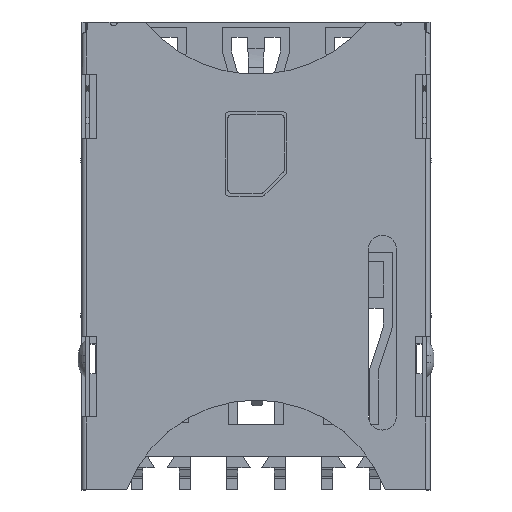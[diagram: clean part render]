
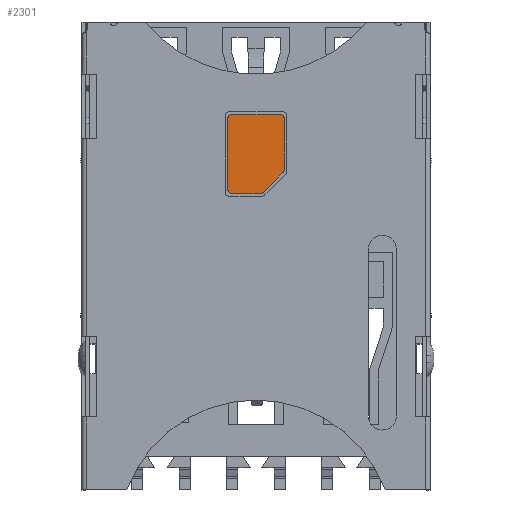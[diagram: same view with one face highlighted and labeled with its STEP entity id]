
A CAD part, top view. The second image highlights one B-rep face of the part: STEP entity #2301.
In plain terms, the highlighted planar face has unit normal (0, 0, 1).
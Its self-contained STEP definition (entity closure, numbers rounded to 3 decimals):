
#2301 = ADVANCED_FACE( '', ( #5025 ), #5026, .F. );
#5025 = FACE_OUTER_BOUND( '', #8219, .T. );
#5026 = PLANE( '', #8220 );
#8219 = EDGE_LOOP( '', ( #15688, #15689, #15690, #15691, #15692, #15693, #15694, #15695, #15696, #15697 ) );
#8220 = AXIS2_PLACEMENT_3D( '', #15698, #15699, #15700 );
#15688 = ORIENTED_EDGE( '', *, *, #20427, .F. );
#15689 = ORIENTED_EDGE( '', *, *, #22679, .T. );
#15690 = ORIENTED_EDGE( '', *, *, #20103, .F. );
#15691 = ORIENTED_EDGE( '', *, *, #22760, .T. );
#15692 = ORIENTED_EDGE( '', *, *, #21378, .F. );
#15693 = ORIENTED_EDGE( '', *, *, #22761, .T. );
#15694 = ORIENTED_EDGE( '', *, *, #21467, .F. );
#15695 = ORIENTED_EDGE( '', *, *, #21695, .T. );
#15696 = ORIENTED_EDGE( '', *, *, #22762, .F. );
#15697 = ORIENTED_EDGE( '', *, *, #22668, .T. );
#15698 = CARTESIAN_POINT( '', ( 0., 0., 0.1 ) );
#15699 = DIRECTION( '', ( 0., 0., -1. ) );
#15700 = DIRECTION( '', ( -1., 0., 0. ) );
#20103 = EDGE_CURVE( '', #24558, #24559, #24560, .T. );
#20427 = EDGE_CURVE( '', #25121, #25123, #25124, .T. );
#21378 = EDGE_CURVE( '', #26711, #26712, #26713, .T. );
#21467 = EDGE_CURVE( '', #26840, #26842, #26843, .T. );
#21695 = EDGE_CURVE( '', #26840, #27191, #27193, .F. );
#22668 = EDGE_CURVE( '', #28551, #25123, #28552, .F. );
#22679 = EDGE_CURVE( '', #25121, #24559, #28563, .F. );
#22760 = EDGE_CURVE( '', #24558, #26712, #28663, .F. );
#22761 = EDGE_CURVE( '', #26711, #26842, #28664, .F. );
#22762 = EDGE_CURVE( '', #28551, #27191, #28665, .T. );
#24558 = VERTEX_POINT( '', #30972 );
#24559 = VERTEX_POINT( '', #30973 );
#24560 = LINE( '', #30974, #30975 );
#25121 = VERTEX_POINT( '', #31764 );
#25123 = VERTEX_POINT( '', #31767 );
#25124 = LINE( '', #31768, #31769 );
#26711 = VERTEX_POINT( '', #34072 );
#26712 = VERTEX_POINT( '', #34073 );
#26713 = LINE( '', #34074, #34075 );
#26840 = VERTEX_POINT( '', #34262 );
#26842 = VERTEX_POINT( '', #34265 );
#26843 = LINE( '', #34266, #34267 );
#27191 = VERTEX_POINT( '', #34808 );
#27193 = CIRCLE( '', #34811, 0.1 );
#28551 = VERTEX_POINT( '', #36885 );
#28552 = CIRCLE( '', #36886, 0.1 );
#28563 = CIRCLE( '', #36902, 0.1 );
#28663 = CIRCLE( '', #37051, 0.1 );
#28664 = CIRCLE( '', #37052, 0.1 );
#28665 = LINE( '', #37053, #37054 );
#30972 = CARTESIAN_POINT( '', ( 0.75, 3.675, 0.1 ) );
#30973 = CARTESIAN_POINT( '', ( 0.75, 2.288, 0.1 ) );
#30974 = CARTESIAN_POINT( '', ( 0.75, 3.775, 0.1 ) );
#30975 = VECTOR( '', #38808, 1000. );
#31764 = CARTESIAN_POINT( '', ( 0.721, 2.217, 0.1 ) );
#31767 = CARTESIAN_POINT( '', ( 0.208, 1.704, 0.1 ) );
#31768 = CARTESIAN_POINT( '', ( 0.75, 2.247, 0.1 ) );
#31769 = VECTOR( '', #39152, 1000. );
#34072 = CARTESIAN_POINT( '', ( -0.65, 3.775, 0.1 ) );
#34073 = CARTESIAN_POINT( '', ( 0.65, 3.775, 0.1 ) );
#34074 = CARTESIAN_POINT( '', ( -0.75, 3.775, 0.1 ) );
#34075 = VECTOR( '', #40121, 1000. );
#34262 = CARTESIAN_POINT( '', ( -0.75, 1.775, 0.1 ) );
#34265 = CARTESIAN_POINT( '', ( -0.75, 3.675, 0.1 ) );
#34266 = CARTESIAN_POINT( '', ( -0.75, 1.675, 0.1 ) );
#34267 = VECTOR( '', #40207, 1000. );
#34808 = CARTESIAN_POINT( '', ( -0.65, 1.675, 0.1 ) );
#34811 = AXIS2_PLACEMENT_3D( '', #40429, #40430, #40431 );
#36885 = CARTESIAN_POINT( '', ( 0.137, 1.675, 0.1 ) );
#36886 = AXIS2_PLACEMENT_3D( '', #41328, #41329, #41330 );
#36902 = AXIS2_PLACEMENT_3D( '', #41339, #41340, #41341 );
#37051 = AXIS2_PLACEMENT_3D( '', #41403, #41404, #41405 );
#37052 = AXIS2_PLACEMENT_3D( '', #41406, #41407, #41408 );
#37053 = CARTESIAN_POINT( '', ( 0.178, 1.675, 0.1 ) );
#37054 = VECTOR( '', #41409, 1000. );
#38808 = DIRECTION( '', ( 0., -1., 0. ) );
#39152 = DIRECTION( '', ( -0.707, -0.707, 0. ) );
#40121 = DIRECTION( '', ( 1., 0., 0. ) );
#40207 = DIRECTION( '', ( 0., 1., 0. ) );
#40429 = CARTESIAN_POINT( '', ( -0.65, 1.775, 0.1 ) );
#40430 = DIRECTION( '', ( 0., 0., -1. ) );
#40431 = DIRECTION( '', ( -1., 0., 0. ) );
#41328 = CARTESIAN_POINT( '', ( 0.137, 1.775, 0.1 ) );
#41329 = DIRECTION( '', ( 0., 0., -1. ) );
#41330 = DIRECTION( '', ( -1., 0., 0. ) );
#41339 = CARTESIAN_POINT( '', ( 0.65, 2.288, 0.1 ) );
#41340 = DIRECTION( '', ( 0., 0., -1. ) );
#41341 = DIRECTION( '', ( -1., 0., 0. ) );
#41403 = CARTESIAN_POINT( '', ( 0.65, 3.675, 0.1 ) );
#41404 = DIRECTION( '', ( 0., 0., -1. ) );
#41405 = DIRECTION( '', ( -1., 0., 0. ) );
#41406 = CARTESIAN_POINT( '', ( -0.65, 3.675, 0.1 ) );
#41407 = DIRECTION( '', ( 0., 0., -1. ) );
#41408 = DIRECTION( '', ( -1., 0., 0. ) );
#41409 = DIRECTION( '', ( -1., 0., 0. ) );
